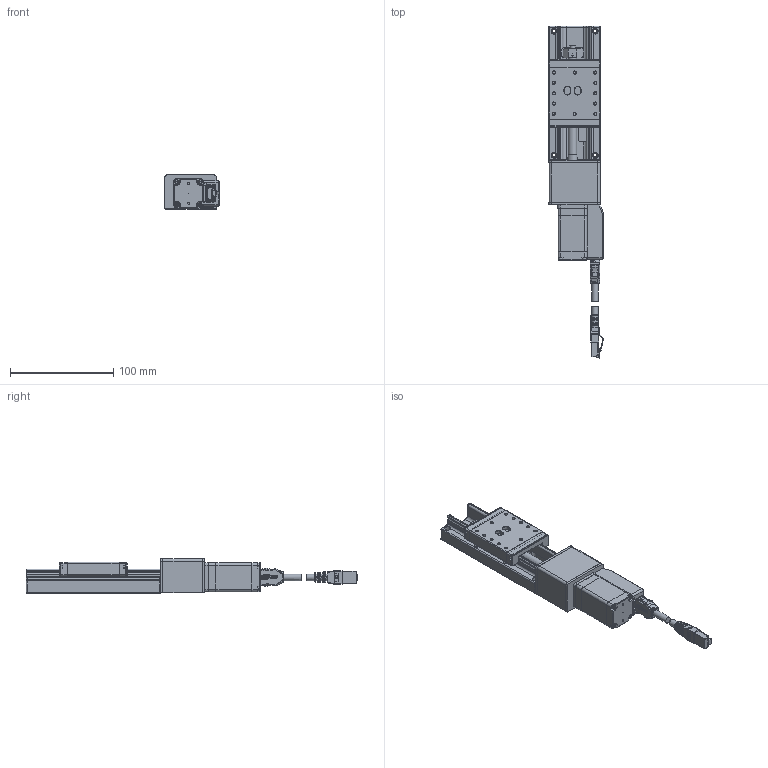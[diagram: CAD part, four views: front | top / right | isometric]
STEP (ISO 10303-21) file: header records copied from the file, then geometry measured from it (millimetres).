
FILE_DESCRIPTION(/* description */ (''),/* implementation_level */ '2;1');
FILE_NAME(/* name */ 'CXN5050-P2-NT',/* time_stamp */ '2022-08-24T21:26:49+02:00',/* author */ (''),/* organization */ (''),/* preprocessor_version */ 'ST-DEVELOPER v16.7',/* originating_system */ 'Solid Edge',/* authorisation */ 'Unknown');
FILE_SCHEMA (('AUTOMOTIVE_DESIGN {1 0 10303 214 3 1 1}'));
Products named in the file (14): CXN5050-P2-NT; CXN5050; CXN5050-TISCH; CXN5050-SCHLITTEN; 09451819000_100744258MOD000C; 09451511525_100534264MOD000A; Motorflansch-ix-001; ISO 4762_M2,5x5_8.8; ISO 4762_M3x10_8.8; Gehäuse-ix-001; Platine-ix-001; PCB ix Industrial-001; 09452819001; ST2818L1006-B
Assembly tree (13 placements, depth 3):
  CXN5050-P2-NT
    CXN5050
      CXN5050-TISCH
      CXN5050-SCHLITTEN
    09451819000_100744258MOD000C
    09451511525_100534264MOD000A
    Motorflansch-ix-001
    ISO 4762_M2,5x5_8.8
    ISO 4762_M3x10_8.8
    Gehäuse-ix-001
    Platine-ix-001
      PCB ix Industrial-001
      09452819001
    ST2818L1006-B
Bounding box: 52.73 x 320.93 x 33.5 mm (x, y, z)
Volume: 190720.3 mm3; surface area: 102750 mm2
Topology: 30 solids, 33 shells, 6055 faces, 17012 edges, 11135 vertices
Faces by surface type: plane 4160, cylinder 1179, bspline 430, cone 119, sphere 99, torus 68
Full cylindrical faces by diameter (mm): 0.279 x1, 0.5 x1, 0.7 x3, 0.9 x54, 1 x7, 1.4 x54, 1.45 x2, 1.9 x4, 2.013 x8, 2.05 x2, 2.2 x4, 2.459 x1, 2.5 x13, 2.8 x4, 3 x2, 3.2 x1, 3.4 x8, 3.5 x1, 3.8 x5, 4.68 x1, 5 x4, 5.5 x10, 6 x2, 6.2 x1, 6.3 x1, 6.4 x1, 7.5 x1, 8 x1, 9.5 x1, 17 x1
Entity records: 247298 total; most frequent: CARTESIAN_POINT 62860, ORIENTED_EDGE 33050, DIRECTION 29349, EDGE_CURVE 16561, LINE 12677, VECTOR 12677, VERTEX_POINT 11029, AXIS2_PLACEMENT_3D 8336
